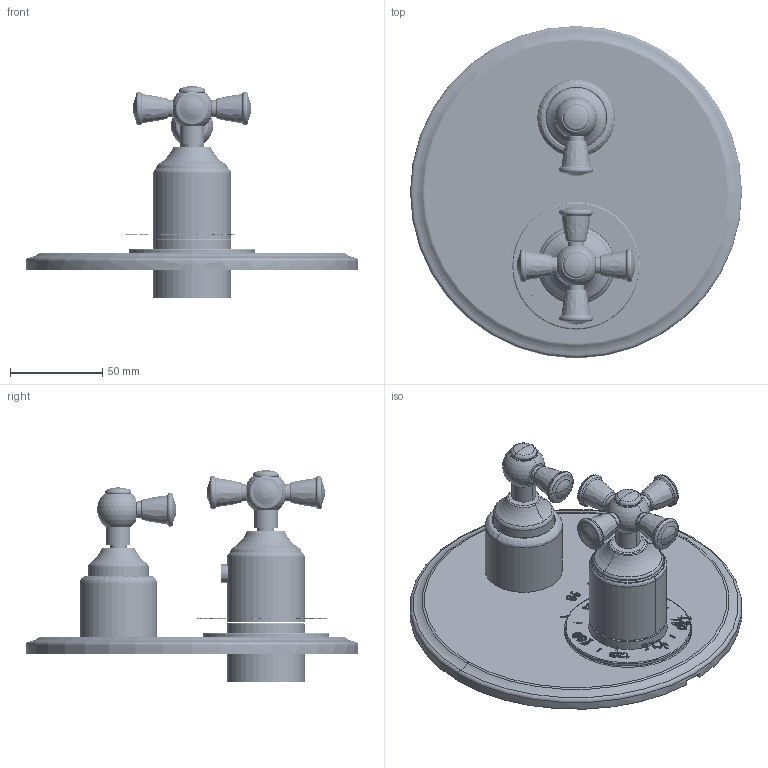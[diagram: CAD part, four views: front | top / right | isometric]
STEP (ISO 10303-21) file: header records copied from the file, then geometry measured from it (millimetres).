
FILE_DESCRIPTION((''),'2;1');
FILE_NAME('3-2403TR_ASM','2015-12-04T',('rsmith'),(''),'PRO/ENGINEER BY PARAMETRIC TECHNOLOGY CORPORATION, 2013150','PRO/ENGINEER BY PARAMETRIC TECHNOLOGY CORPORATION, 2013150','');
FILE_SCHEMA(('CONFIG_CONTROL_DESIGN'));
Products named in the file (26): 12346_AF0; H-78_2_FEET_AF0; 91678; 2-994_AF0_ASM; 12358; 91249; 91080; 2-989_ASM; 91308; 12344; 12345_AF0; 12352; 12353; 92849; 92137; 91246; 2-991_ASM; 11646; 11588; 91255; 11593; 92206; 2-992_ASM; 11645; 2-993_ASM; 3-2403TR_ASM
Assembly tree (32 placements, depth 3):
  3-2403TR_ASM
    2-994_AF0_ASM
      12346_AF0
      H-78_2_FEET_AF0
      91678
    2-989_ASM
      12358
      91249
      91080
    91308
    12344
    12345_AF0
    2-991_ASM
      12352
      12353
      92849
      92137
      91246
    2-992_ASM
      11646
      11588
      91255
      11593
      92206
    2-993_ASM
      11645
      11593  x4
      92206
      91255
      11588
Bounding box: 180 x 180 x 114.77 mm (x, y, z)
Volume: 163495.9 mm3; surface area: 178288.6 mm2
Topology: 27 solids, 690 shells, 3586 faces, 10897 edges, 8092 vertices
Faces by surface type: cylinder 985, plane 823, cone 661, extrusion 483, bspline 320, torus 262, sphere 44, revolution 8
Entity records: 132578 total; most frequent: CARTESIAN_POINT 60799, ORIENTED_EDGE 14237, DIRECTION 11669, EDGE_CURVE 8914, VERTEX_POINT 6931, VECTOR 4201, B_SPLINE_CURVE_WITH_KNOTS 4069, AXIS2_PLACEMENT_3D 3730
